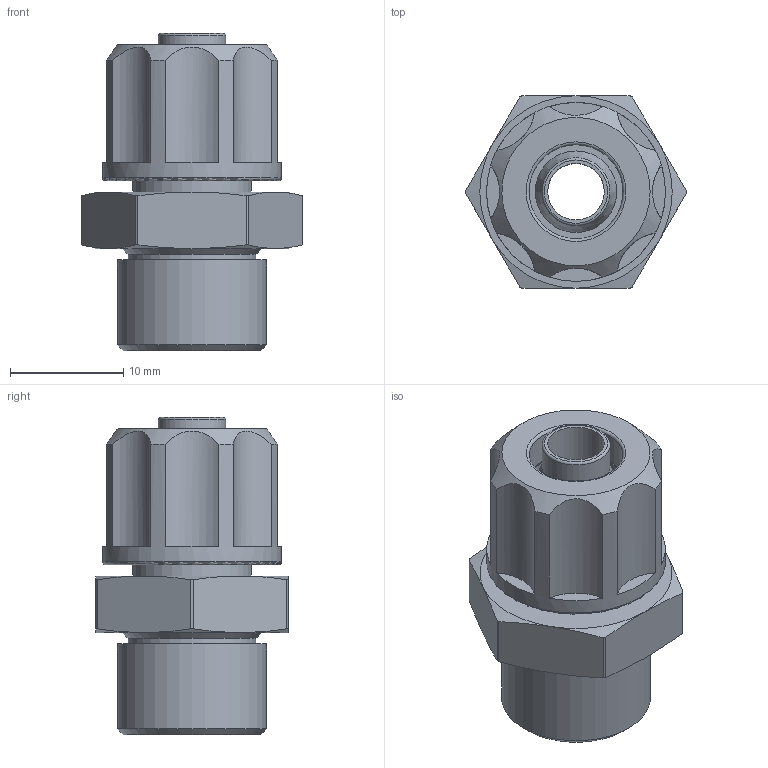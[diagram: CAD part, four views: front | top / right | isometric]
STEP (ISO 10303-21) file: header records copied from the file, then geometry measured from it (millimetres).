
FILE_DESCRIPTION((''),'2;1');
FILE_NAME('Schlauchanschluss G1_4_A203.stp','2005-11-28T08:19:52',('ScheitB'),(''),'Autodesk Inventor 10','Autodesk Inventor 10','');
FILE_SCHEMA(('AUTOMOTIVE_DESIGN { 1 0 10303 214 1 1 1 1 }'));
Length unit declared in the file: millimetre
Products named in the file (3): angea01a; Schlauchanschluß_G1_4; Mutter
Assembly tree (2 placements, depth 2):
  angea01a
    Schlauchanschluß_G1_4
    Mutter
Bounding box: 19.5 x 17 x 28 mm (x, y, z)
Volume: 3452 mm3; surface area: 3345.3 mm2
Topology: 2 solids, 2 shells, 77 faces, 173 edges, 108 vertices
Faces by surface type: plane 24, cylinder 22, cone 19, bspline 8, torus 4
Full cylindrical faces by diameter (mm): 6 x1, 6.8 x1, 7.2 x1, 10.5 x1, 11.3 x1, 12 x1, 13.16 x1, 15.8 x1
Entity records: 2298 total; most frequent: CARTESIAN_POINT 676, DIRECTION 342, ORIENTED_EDGE 286, AXIS2_PLACEMENT_3D 157, EDGE_CURVE 143, EDGE_LOOP 114, VERTEX_POINT 103, CIRCLE 83
